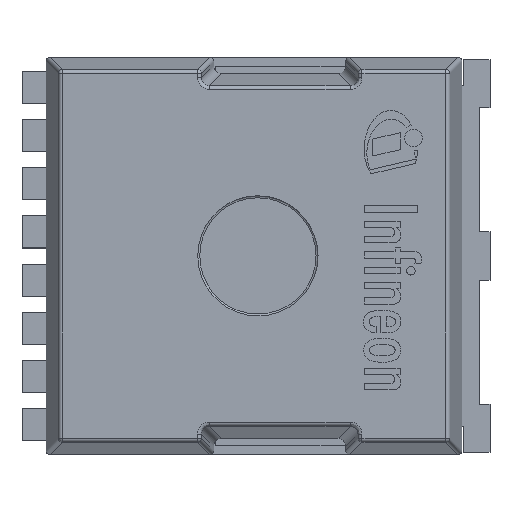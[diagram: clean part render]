
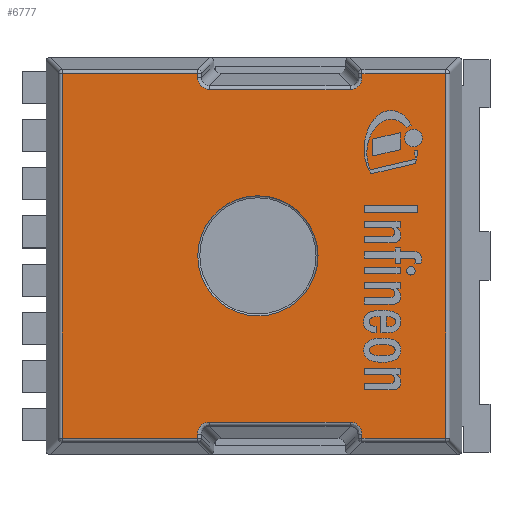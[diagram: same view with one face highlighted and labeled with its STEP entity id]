
A CAD part, top view. The second image highlights one B-rep face of the part: STEP entity #6777.
In plain terms, the highlighted planar face has unit normal (0, 0, 1).
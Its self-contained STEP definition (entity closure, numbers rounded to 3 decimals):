
#61=ELLIPSE('',#7176,0.309,0.3);
#64=ELLIPSE('',#7182,0.309,0.3);
#69=ELLIPSE('',#7212,0.309,0.3);
#71=ELLIPSE('',#7217,0.309,0.3);
#82=LINE('',#9968,#809);
#85=LINE('',#9980,#812);
#91=LINE('',#10058,#818);
#97=LINE('',#10074,#824);
#101=LINE('',#10100,#828);
#104=LINE('',#10109,#831);
#105=LINE('',#10144,#832);
#107=LINE('',#10177,#834);
#118=LINE('',#10205,#845);
#119=LINE('',#10206,#846);
#120=LINE('',#10208,#847);
#121=LINE('',#10209,#848);
#809=VECTOR('',#7874,1.);
#812=VECTOR('',#7885,1.);
#818=VECTOR('',#7919,0.1);
#824=VECTOR('',#7937,1.);
#828=VECTOR('',#7965,1.);
#831=VECTOR('',#7974,1.);
#832=VECTOR('',#7985,1.);
#834=VECTOR('',#7995,1.);
#845=VECTOR('',#8026,1.);
#846=VECTOR('',#8027,1.);
#847=VECTOR('',#8028,1.);
#848=VECTOR('',#8029,1.);
#1549=PLANE('',#7229);
#1925=FACE_BOUND('',#2362,.T.);
#1965=FACE_OUTER_BOUND('',#2361,.T.);
#2361=EDGE_LOOP('',(#4820,#4821,#4822,#4823,#4824,#4825,#4826,#4827,#4828,
#4829,#4830,#4831,#4832,#4833,#4834,#4835));
#2362=EDGE_LOOP('',(#4836));
#2731=CIRCLE('',#7163,1.5);
#3006=VERTEX_POINT('',#9950);
#3007=VERTEX_POINT('',#9954);
#3012=VERTEX_POINT('',#9967);
#3014=VERTEX_POINT('',#9973);
#3017=VERTEX_POINT('',#9978);
#3021=VERTEX_POINT('',#10045);
#3024=VERTEX_POINT('',#10052);
#3029=VERTEX_POINT('',#10073);
#3032=VERTEX_POINT('',#10080);
#3037=VERTEX_POINT('',#10093);
#3039=VERTEX_POINT('',#10099);
#3042=VERTEX_POINT('',#10107);
#3044=VERTEX_POINT('',#10136);
#3046=VERTEX_POINT('',#10142);
#3048=VERTEX_POINT('',#10172);
#3055=VERTEX_POINT('',#10204);
#3056=VERTEX_POINT('',#10207);
#3679=EDGE_CURVE('',#3006,#3006,#2731,.T.);
#3686=EDGE_CURVE('',#3007,#3012,#82,.T.);
#3692=EDGE_CURVE('',#3017,#3014,#85,.T.);
#3693=EDGE_CURVE('',#3012,#3017,#61,.T.);
#3701=EDGE_CURVE('',#3014,#3021,#64,.T.);
#3707=EDGE_CURVE('',#3021,#3024,#91,.T.);
#3715=EDGE_CURVE('',#3024,#3029,#97,.T.);
#3727=EDGE_CURVE('',#3037,#3039,#101,.T.);
#3732=EDGE_CURVE('',#3042,#3037,#104,.T.);
#3734=EDGE_CURVE('',#3044,#3042,#69,.T.);
#3737=EDGE_CURVE('',#3046,#3044,#105,.T.);
#3740=EDGE_CURVE('',#3048,#3046,#71,.T.);
#3742=EDGE_CURVE('',#3032,#3048,#107,.T.);
#3756=EDGE_CURVE('',#3055,#3007,#118,.T.);
#3757=EDGE_CURVE('',#3039,#3055,#119,.T.);
#3758=EDGE_CURVE('',#3056,#3032,#120,.T.);
#3759=EDGE_CURVE('',#3029,#3056,#121,.T.);
#4820=ORIENTED_EDGE('',*,*,#3686,.F.);
#4821=ORIENTED_EDGE('',*,*,#3756,.F.);
#4822=ORIENTED_EDGE('',*,*,#3757,.F.);
#4823=ORIENTED_EDGE('',*,*,#3727,.F.);
#4824=ORIENTED_EDGE('',*,*,#3732,.F.);
#4825=ORIENTED_EDGE('',*,*,#3734,.F.);
#4826=ORIENTED_EDGE('',*,*,#3737,.F.);
#4827=ORIENTED_EDGE('',*,*,#3740,.F.);
#4828=ORIENTED_EDGE('',*,*,#3742,.F.);
#4829=ORIENTED_EDGE('',*,*,#3758,.F.);
#4830=ORIENTED_EDGE('',*,*,#3759,.F.);
#4831=ORIENTED_EDGE('',*,*,#3715,.F.);
#4832=ORIENTED_EDGE('',*,*,#3707,.F.);
#4833=ORIENTED_EDGE('',*,*,#3701,.F.);
#4834=ORIENTED_EDGE('',*,*,#3692,.F.);
#4835=ORIENTED_EDGE('',*,*,#3693,.F.);
#4836=ORIENTED_EDGE('',*,*,#3679,.T.);
#6777=ADVANCED_FACE('',(#1965,#1925),#1549,.T.);
#7163=AXIS2_PLACEMENT_3D('',#9951,#7854,#7855);
#7176=AXIS2_PLACEMENT_3D('',#10006,#7886,#7887);
#7182=AXIS2_PLACEMENT_3D('',#10046,#7903,#7904);
#7212=AXIS2_PLACEMENT_3D('',#10138,#7977,#7978);
#7217=AXIS2_PLACEMENT_3D('',#10174,#7989,#7990);
#7229=AXIS2_PLACEMENT_3D('',#10203,#8024,#8025);
#7854=DIRECTION('center_axis',(0.,0.,-1.));
#7855=DIRECTION('ref_axis',(-1.,0.,0.));
#7874=DIRECTION('',(0.,-1.,0.));
#7885=DIRECTION('',(1.,0.,0.));
#7886=DIRECTION('center_axis',(0.,0.,1.));
#7887=DIRECTION('ref_axis',(-0.707,-0.707,0.));
#7903=DIRECTION('center_axis',(0.,0.,1.));
#7904=DIRECTION('ref_axis',(0.707,-0.707,0.));
#7919=DIRECTION('',(0.,1.,0.));
#7937=DIRECTION('',(1.,0.,0.));
#7965=DIRECTION('',(-1.,0.,0.));
#7974=DIRECTION('',(0.,-1.,0.));
#7977=DIRECTION('center_axis',(0.,0.,1.));
#7978=DIRECTION('ref_axis',(-0.707,0.707,0.));
#7985=DIRECTION('',(-1.,0.,0.));
#7989=DIRECTION('center_axis',(0.,0.,1.));
#7990=DIRECTION('ref_axis',(0.707,0.707,0.));
#7995=DIRECTION('',(0.,1.,0.));
#8024=DIRECTION('center_axis',(0.,0.,1.));
#8025=DIRECTION('ref_axis',(1.,0.,0.));
#8026=DIRECTION('',(1.,0.,0.));
#8027=DIRECTION('',(0.,1.,0.));
#8028=DIRECTION('',(-1.,0.,0.));
#8029=DIRECTION('',(0.,-1.,0.));
#9950=CARTESIAN_POINT('',(1.548,0.,2.3));
#9951=CARTESIAN_POINT('Origin',(0.048,0.,
2.3));
#9954=CARTESIAN_POINT('',(-1.459,4.549,2.3));
#9967=CARTESIAN_POINT('',(-1.459,4.444,2.3));
#9968=CARTESIAN_POINT('',(-1.459,2.475,2.3));
#9973=CARTESIAN_POINT('',(2.348,4.149,2.3));
#9978=CARTESIAN_POINT('',(-1.163,4.149,2.3));
#9980=CARTESIAN_POINT('',(-0.554,4.149,2.3));
#10006=CARTESIAN_POINT('Origin',(-1.154,4.453,2.3));
#10045=CARTESIAN_POINT('',(2.644,4.444,2.3));
#10046=CARTESIAN_POINT('Origin',(2.339,4.453,2.3));
#10052=CARTESIAN_POINT('',(2.644,4.549,2.3));
#10058=CARTESIAN_POINT('',(2.644,4.55,2.3));
#10073=CARTESIAN_POINT('',(4.736,4.549,2.3));
#10074=CARTESIAN_POINT('',(-2.644,4.549,2.3));
#10080=CARTESIAN_POINT('',(2.644,-4.549,2.3));
#10093=CARTESIAN_POINT('',(-1.459,-4.549,2.3));
#10099=CARTESIAN_POINT('',(-4.836,-4.549,2.3));
#10100=CARTESIAN_POINT('',(2.544,-4.549,2.3));
#10107=CARTESIAN_POINT('',(-1.459,-4.444,2.3));
#10109=CARTESIAN_POINT('',(-1.459,-2.475,2.3));
#10136=CARTESIAN_POINT('',(-1.163,-4.149,2.3));
#10138=CARTESIAN_POINT('Origin',(-1.154,-4.453,2.3));
#10142=CARTESIAN_POINT('',(2.348,-4.149,2.3));
#10144=CARTESIAN_POINT('',(-0.554,-4.149,2.3));
#10172=CARTESIAN_POINT('',(2.644,-4.444,2.3));
#10174=CARTESIAN_POINT('Origin',(2.339,-4.453,2.3));
#10177=CARTESIAN_POINT('',(2.644,-2.275,2.3));
#10203=CARTESIAN_POINT('Origin',(-0.05,0.,
2.3));
#10204=CARTESIAN_POINT('',(-4.836,4.549,2.3));
#10205=CARTESIAN_POINT('',(-2.644,4.549,2.3));
#10206=CARTESIAN_POINT('',(-4.836,-2.475,2.3));
#10207=CARTESIAN_POINT('',(4.736,-4.549,2.3));
#10208=CARTESIAN_POINT('',(2.544,-4.549,2.3));
#10209=CARTESIAN_POINT('',(4.736,2.475,2.3));
